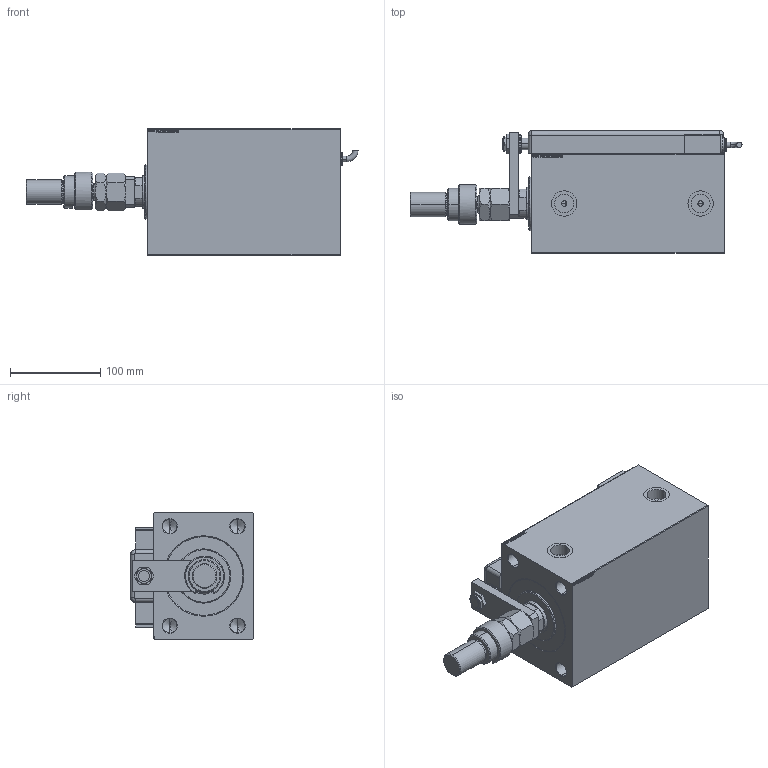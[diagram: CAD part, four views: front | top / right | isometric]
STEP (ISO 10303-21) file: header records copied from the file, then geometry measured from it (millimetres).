
FILE_DESCRIPTION (( 'STEP AP203' ), '1' );
FILE_NAME ('f388.STEP', '2021-03-18T16:22:12', ( '' ), ( '' ), 'SwSTEP 2.0', 'SolidWorks 2019', '' );
FILE_SCHEMA (( 'CONFIG_CONTROL_DESIGN' ));
Length unit declared in the file: millimetre
Products named in the file (16): MFA 9b235d68cb1760df966742f412a9b38d; ZARAZKA_Q 9b235d68cb1760df966742f412a9b38d; V450CM_B 9b235d68cb1760df966742f412a9b38d; MAGNETIC SWITCH Q 9b235d68cb1760df966742f412a9b38d; NUT_D13 9b235d68cb1760df966742f412a9b38d; SWITCH_Q_FRONT_BACK 9b235d68cb1760df966742f412a9b38d; Q_T_W_DFA 9b235d68cb1760df966742f412a9b38d; V450CM_B_VCP 9b235d68cb1760df966742f412a9b38d; V450CM_VC_B 9b235d68cb1760df966742f412a9b38d; f388; FEMALE_PART_FOR_DFA 9b235d68cb1760df966742f412a9b38d; TYC 9b235d68cb1760df966742f412a9b38d; KRYT 9b235d68cb1760df966742f412a9b38d; SWITCH DIM A_G 9b235d68cb1760df966742f412a9b38d; NUT_D19 9b235d68cb1760df966742f412a9b38d; SWITCH Q 9b235d68cb1760df966742f412a9b38d
Assembly tree (16 placements, depth 3):
  f388
    V450CM_B 9b235d68cb1760df966742f412a9b38d
    V450CM_B_VCP 9b235d68cb1760df966742f412a9b38d
    V450CM_VC_B 9b235d68cb1760df966742f412a9b38d
    MAGNETIC SWITCH Q 9b235d68cb1760df966742f412a9b38d
      SWITCH_Q_FRONT_BACK 9b235d68cb1760df966742f412a9b38d
      TYC 9b235d68cb1760df966742f412a9b38d
      ZARAZKA_Q 9b235d68cb1760df966742f412a9b38d
      SWITCH DIM A_G 9b235d68cb1760df966742f412a9b38d
      NUT_D19 9b235d68cb1760df966742f412a9b38d
      NUT_D13 9b235d68cb1760df966742f412a9b38d
      KRYT 9b235d68cb1760df966742f412a9b38d
      SWITCH Q 9b235d68cb1760df966742f412a9b38d  x2
    Q_T_W_DFA 9b235d68cb1760df966742f412a9b38d
      FEMALE_PART_FOR_DFA 9b235d68cb1760df966742f412a9b38d
      MFA 9b235d68cb1760df966742f412a9b38d
Bounding box: 367.26 x 135.8 x 140 mm (x, y, z)
Volume: 3033301.6 mm3; surface area: 374174 mm2
Topology: 15 solids, 15 shells, 1367 faces, 3434 edges, 2231 vertices
Faces by surface type: plane 640, bspline 471, cylinder 134, cone 94, torus 26, sphere 2
Entity records: 63674 total; most frequent: CARTESIAN_POINT 33260, ORIENTED_EDGE 6640, DIRECTION 4408, EDGE_CURVE 3320, VERTEX_POINT 2171, LINE 1926, VECTOR 1926, EDGE_LOOP 1501
